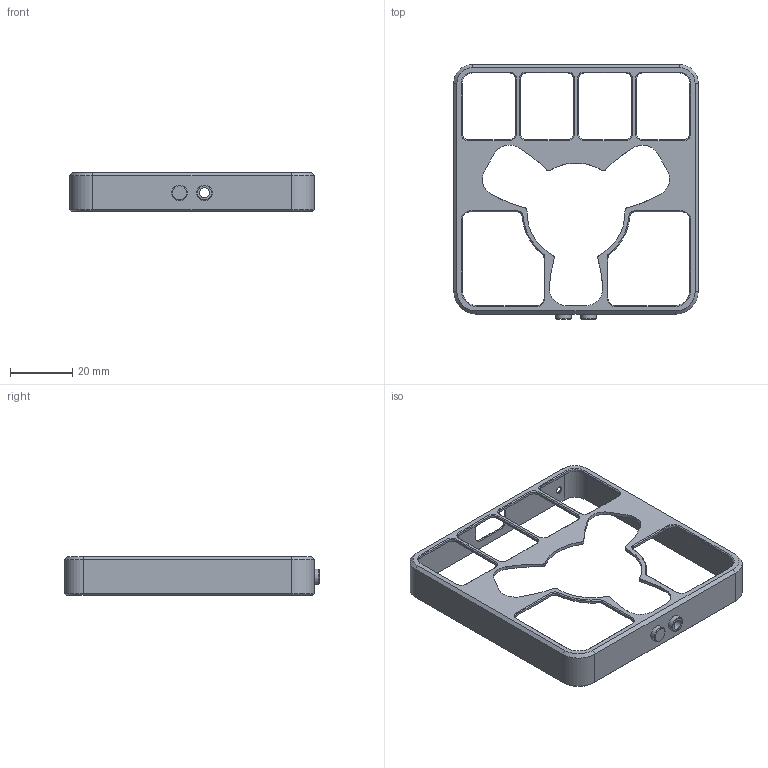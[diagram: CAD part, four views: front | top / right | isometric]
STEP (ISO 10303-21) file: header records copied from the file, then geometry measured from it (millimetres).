
FILE_DESCRIPTION(/* description */ ('STEP AP242'),/* implementation_level */ '2;1');
FILE_NAME(/* name */ 'Adept slim MJF frame.step',/* time_stamp */ '2025-10-28T20:35:52+09:00',/* author */ (''),/* organization */ (''),/* preprocessor_version */ 'ST-DEVELOPER v20.1',/* originating_system */ 'Autodesk Translation Framework v14.17.0.0',/* authorisation */ '');
FILE_SCHEMA (('AUTOMOTIVE_DESIGN { 1 0 10303 214 3 1 1 }'));
Length unit declared in the file: millimetre
Products named in the file (1): Top-buttons
Bounding box: 78.4 x 81.75 x 12.5 mm (x, y, z)
Volume: 4999.4 mm3; surface area: 11136.2 mm2
Topology: 1 solids, 1 shells, 194 faces, 489 edges, 300 vertices
Faces by surface type: plane 84, cylinder 48, cone 44, bspline 18
Full cylindrical faces by diameter (mm): 2.3 x2, 3.2 x1, 4.95 x2
Entity records: 6373 total; most frequent: CARTESIAN_POINT 1658, ORIENTED_EDGE 978, DIRECTION 949, EDGE_CURVE 489, AXIS2_PLACEMENT_3D 319, LINE 311, VECTOR 311, VERTEX_POINT 300
